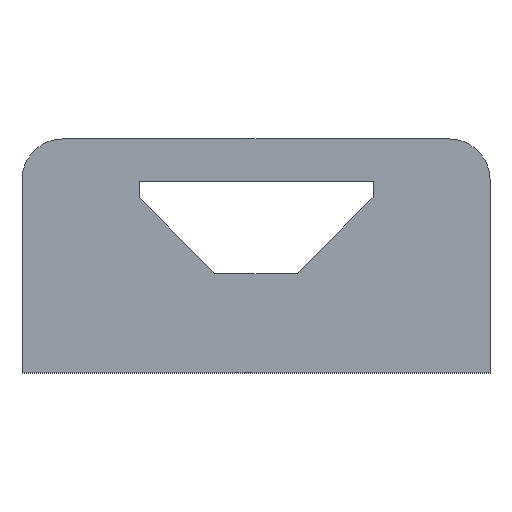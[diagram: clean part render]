
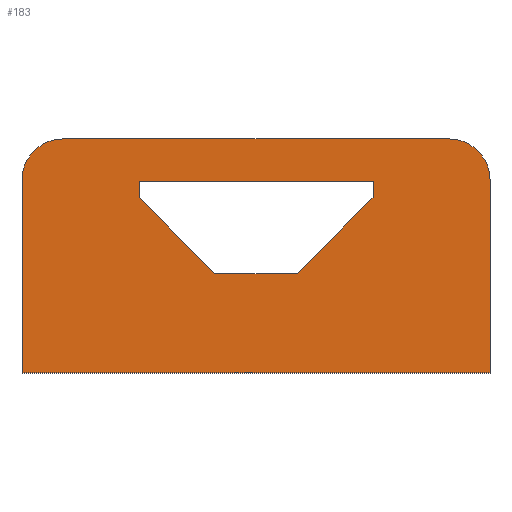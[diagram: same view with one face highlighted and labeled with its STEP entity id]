
A CAD part, top view. The second image highlights one B-rep face of the part: STEP entity #183.
In plain terms, the highlighted planar face has unit normal (0, 0, 1).
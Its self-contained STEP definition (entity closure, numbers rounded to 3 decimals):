
#49=CARTESIAN_POINT('',(16.5,20.,0.5));
#50=VERTEX_POINT('',#49);
#51=CARTESIAN_POINT('',(20.,16.5,0.5));
#52=VERTEX_POINT('',#51);
#53=CARTESIAN_POINT('',(16.5,16.5,0.5));
#54=DIRECTION('',(0.0,0.0,-1.));
#55=DIRECTION('',(0.707,0.707,0.0));
#56=AXIS2_PLACEMENT_3D('',#53,#54,#55);
#57=CIRCLE('',#56,3.5);
#58=EDGE_CURVE('',#50,#52,#57,.T.);
#86=CARTESIAN_POINT('',(0.,10.,0.5));
#87=DIRECTION('',(0.0,0.0,1.0));
#88=DIRECTION('',(1.0,0.0,0.0));
#89=AXIS2_PLACEMENT_3D('',#86,#87,#88);
#90=PLANE('',#89);
#91=ORIENTED_EDGE('',*,*,#58,.F.);
#92=CARTESIAN_POINT('',(-16.5,20.,0.5));
#93=VERTEX_POINT('',#92);
#94=CARTESIAN_POINT('',(-16.5,20.,0.5));
#95=DIRECTION('',(1.0,0.0,0.0));
#96=VECTOR('',#95,33.);
#97=LINE('',#94,#96);
#98=EDGE_CURVE('',#93,#50,#97,.T.);
#99=ORIENTED_EDGE('',*,*,#98,.F.);
#100=CARTESIAN_POINT('',(-20.,16.5,0.5));
#101=VERTEX_POINT('',#100);
#102=CARTESIAN_POINT('',(-16.5,16.5,0.5));
#103=DIRECTION('',(0.0,0.0,-1.));
#104=DIRECTION('',(-0.707,0.707,0.0));
#105=AXIS2_PLACEMENT_3D('',#102,#103,#104);
#106=CIRCLE('',#105,3.5);
#107=EDGE_CURVE('',#101,#93,#106,.T.);
#108=ORIENTED_EDGE('',*,*,#107,.F.);
#109=CARTESIAN_POINT('',(-20.,0.0,0.5));
#110=VERTEX_POINT('',#109);
#111=CARTESIAN_POINT('',(-20.,0.0,0.5));
#112=DIRECTION('',(0.0,1.0,0.0));
#113=VECTOR('',#112,16.5);
#114=LINE('',#111,#113);
#115=EDGE_CURVE('',#110,#101,#114,.T.);
#116=ORIENTED_EDGE('',*,*,#115,.F.);
#117=CARTESIAN_POINT('',(20.,0.0,0.5));
#118=VERTEX_POINT('',#117);
#119=CARTESIAN_POINT('',(20.,0.0,0.5));
#120=DIRECTION('',(-1.0,0.0,0.0));
#121=VECTOR('',#120,40.);
#122=LINE('',#119,#121);
#123=EDGE_CURVE('',#118,#110,#122,.T.);
#124=ORIENTED_EDGE('',*,*,#123,.F.);
#125=CARTESIAN_POINT('',(20.,16.5,0.5));
#126=DIRECTION('',(0.0,-1.0,0.0));
#127=VECTOR('',#126,16.5);
#128=LINE('',#125,#127);
#129=EDGE_CURVE('',#52,#118,#128,.T.);
#130=ORIENTED_EDGE('',*,*,#129,.F.);
#131=EDGE_LOOP('',(#91,#99,#108,#116,#124,#130));
#132=FACE_OUTER_BOUND('',#131,.T.);
#133=CARTESIAN_POINT('',(-10.,16.4,0.5));
#134=VERTEX_POINT('',#133);
#135=CARTESIAN_POINT('',(10.,16.4,0.5));
#136=VERTEX_POINT('',#135);
#137=CARTESIAN_POINT('',(-10.,16.4,0.5));
#138=DIRECTION('',(1.0,0.0,0.0));
#139=VECTOR('',#138,20.0);
#140=LINE('',#137,#139);
#141=EDGE_CURVE('',#134,#136,#140,.T.);
#142=ORIENTED_EDGE('',*,*,#141,.T.);
#143=CARTESIAN_POINT('',(10.,14.986,0.5));
#144=VERTEX_POINT('',#143);
#145=CARTESIAN_POINT('',(10.,16.4,0.5));
#146=DIRECTION('',(0.0,-1.0,0.0));
#147=VECTOR('',#146,1.414);
#148=LINE('',#145,#147);
#149=EDGE_CURVE('',#136,#144,#148,.T.);
#150=ORIENTED_EDGE('',*,*,#149,.T.);
#151=CARTESIAN_POINT('',(3.514,8.5,0.5));
#152=VERTEX_POINT('',#151);
#153=CARTESIAN_POINT('',(10.,14.986,0.5));
#154=DIRECTION('',(-0.707,-0.707,0.0));
#155=VECTOR('',#154,9.173);
#156=LINE('',#153,#155);
#157=EDGE_CURVE('',#144,#152,#156,.T.);
#158=ORIENTED_EDGE('',*,*,#157,.T.);
#159=CARTESIAN_POINT('',(-3.514,8.5,0.5));
#160=VERTEX_POINT('',#159);
#161=CARTESIAN_POINT('',(3.514,8.5,0.5));
#162=DIRECTION('',(-1.0,0.0,0.0));
#163=VECTOR('',#162,7.028);
#164=LINE('',#161,#163);
#165=EDGE_CURVE('',#152,#160,#164,.T.);
#166=ORIENTED_EDGE('',*,*,#165,.T.);
#167=CARTESIAN_POINT('',(-10.,14.986,0.5));
#168=VERTEX_POINT('',#167);
#169=CARTESIAN_POINT('',(-3.514,8.5,0.5));
#170=DIRECTION('',(-0.707,0.707,0.0));
#171=VECTOR('',#170,9.173);
#172=LINE('',#169,#171);
#173=EDGE_CURVE('',#160,#168,#172,.T.);
#174=ORIENTED_EDGE('',*,*,#173,.T.);
#175=CARTESIAN_POINT('',(-10.,14.986,0.5));
#176=DIRECTION('',(0.0,1.0,0.0));
#177=VECTOR('',#176,1.414);
#178=LINE('',#175,#177);
#179=EDGE_CURVE('',#168,#134,#178,.T.);
#180=ORIENTED_EDGE('',*,*,#179,.T.);
#181=EDGE_LOOP('',(#142,#150,#158,#166,#174,#180));
#182=FACE_BOUND('',#181,.T.);
#183=ADVANCED_FACE('',(#132,#182),#90,.T.);
